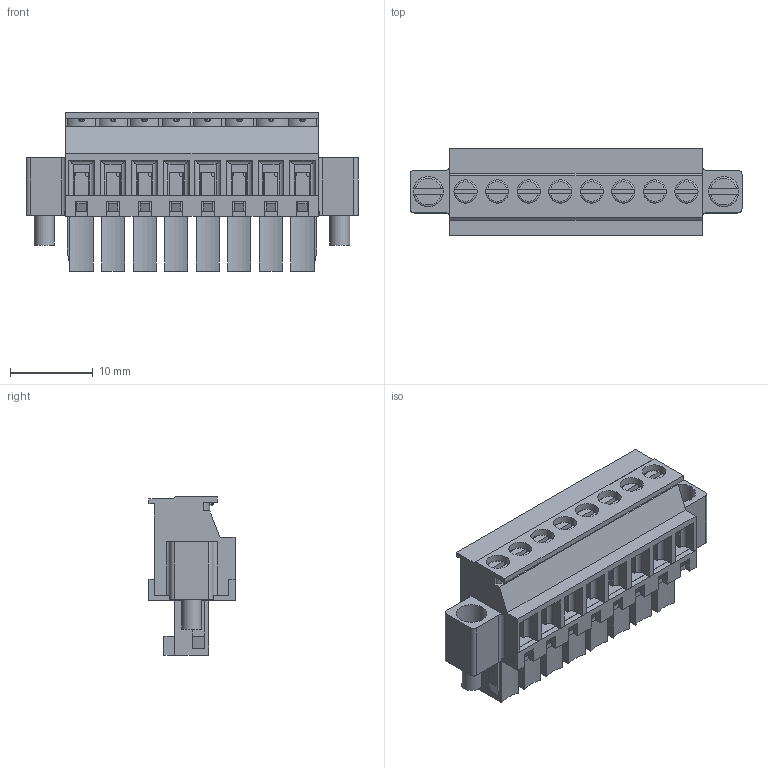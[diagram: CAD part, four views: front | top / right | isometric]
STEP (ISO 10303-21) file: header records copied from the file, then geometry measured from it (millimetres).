
FILE_DESCRIPTION( ( 'Unknown' ), '1' );
FILE_NAME( '691367310008.stp', 'Unknown', ( 'Quentin LAIDEBEUR' ), ( 'WE' ), 'PSStep 15.0.49', 'Sample-box', ' ' );
FILE_SCHEMA( ( 'AUTOMOTIVE_DESIGN { 1 0 10303 214 1 1 1 1 }' ) );
Length unit declared in the file: millimetre
Products named in the file (7): Assem1; 691361300008; 6913673100xx_VISSE; 6913673100xx_CAGE; 6913673100xx; 6913673100xx_VISSE_FLANGE; 691361300008_CAPOT
Assembly tree (28 placements, depth 2):
  Assem1
    691361300008
    6913673100xx_VISSE  x8
    6913673100xx_CAGE  x8
    6913673100xx  x8
    6913673100xx_VISSE_FLANGE  x2
    691361300008_CAPOT
Bounding box: 40.08 x 10.4 x 19.1 mm (x, y, z)
Volume: 2896.3 mm3; surface area: 9038 mm2
Topology: 28 solids, 28 shells, 1742 faces, 4767 edges, 3069 vertices
Faces by surface type: plane 1296, cylinder 384, torus 30, sphere 16, cone 16
Full cylindrical faces by diameter (mm): 1.2 x8, 1.75 x8, 1.9 x16, 2.4 x2, 2.5 x2, 2.8 x16, 3.65 x2, 3.8 x2
Entity records: 39988 total; most frequent: CARTESIAN_POINT 5800, ORIENTED_EDGE 5484, DIRECTION 5098, EDGE_CURVE 2742, LINE 2394, VECTOR 2394, VERTEX_POINT 1792, AXIS2_PLACEMENT_3D 1352
